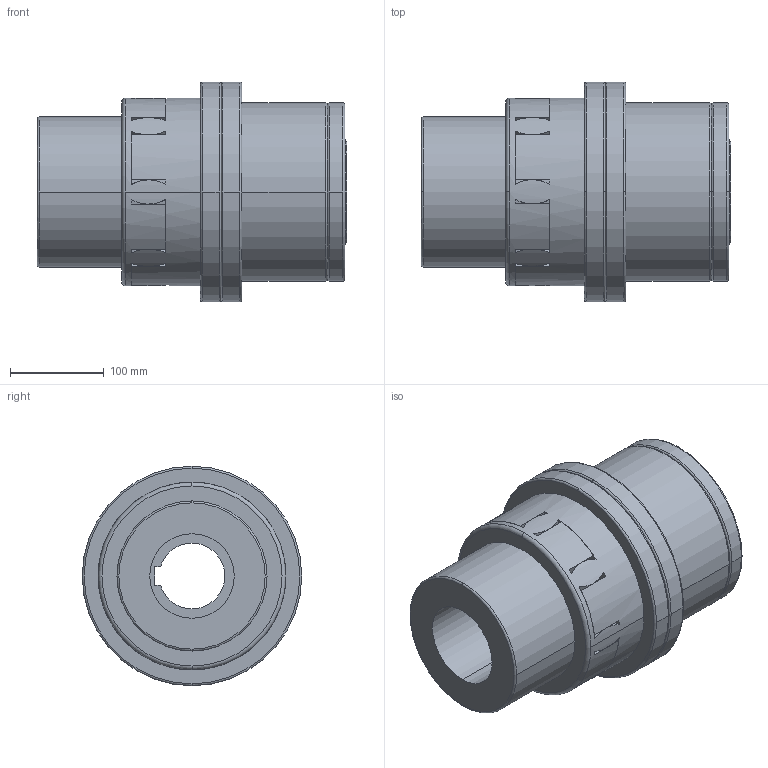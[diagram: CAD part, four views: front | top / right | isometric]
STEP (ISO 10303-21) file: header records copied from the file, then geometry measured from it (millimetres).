
FILE_DESCRIPTION(('STEP AP214'),'1');
FILE_NAME('gl_70_tr_90-100.stp','2019-09-14T12:00:31',('TraceParts'),('TraceParts S.A.'),'Spatial InterOp 3D',' ',' ');
FILE_SCHEMA(('AUTOMOTIVE_DESIGN { 1 0 10303 214 1 1 1 1 }'));
Length unit declared in the file: millimetre
Products named in the file (1): gl_70_tr_90-100
Bounding box: 330 x 234 x 234 mm (x, y, z)
Volume: 7626848.8 mm3; surface area: 443729.1 mm2
Topology: 1 solids, 1 shells, 228 faces, 588 edges, 395 vertices
Faces by surface type: plane 119, cylinder 77, torus 30, cone 2
Entity records: 7904 total; most frequent: CARTESIAN_POINT 2097, DIRECTION 1279, ORIENTED_EDGE 1176, EDGE_CURVE 588, AXIS2_PLACEMENT_3D 499, VERTEX_POINT 395, LINE 281, VECTOR 281
